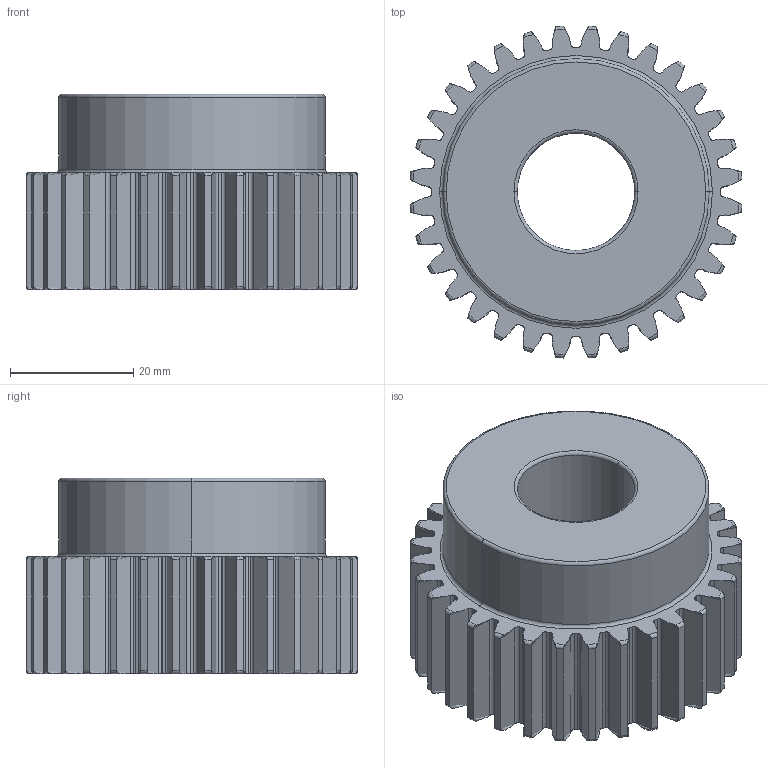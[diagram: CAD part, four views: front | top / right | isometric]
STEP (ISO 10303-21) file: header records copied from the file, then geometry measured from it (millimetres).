
FILE_DESCRIPTION (( 'STEP AP203' ), '1' );
FILE_NAME ('5172T23_Metal Gear - 20 Degree Pressure Angle.STEP', '2022-04-04T17:26:31', ( 'Administrator' ), ( 'Managed by Terraform' ), 'SwSTEP 2.0', 'SolidWorks 2017', '' );
FILE_SCHEMA (( 'CONFIG_CONTROL_DESIGN' ));
Length unit declared in the file: inch
Products named in the file (1): 5172T23_Metal Gear - 20 Degree Pressure Angle
Bounding box: 53.82 x 53.82 x 31.75 mm (x, y, z)
Volume: 47679.2 mm3; surface area: 12980.3 mm2
Topology: 1 solids, 1 shells, 288 faces, 847 edges, 562 vertices
Faces by surface type: cylinder 149, torus 72, bspline 64, plane 3
Entity records: 16356 total; most frequent: CARTESIAN_POINT 8930, ORIENTED_EDGE 1694, DIRECTION 1419, EDGE_CURVE 847, AXIS2_PLACEMENT_3D 603, VERTEX_POINT 562, CIRCLE 378, EDGE_LOOP 291
